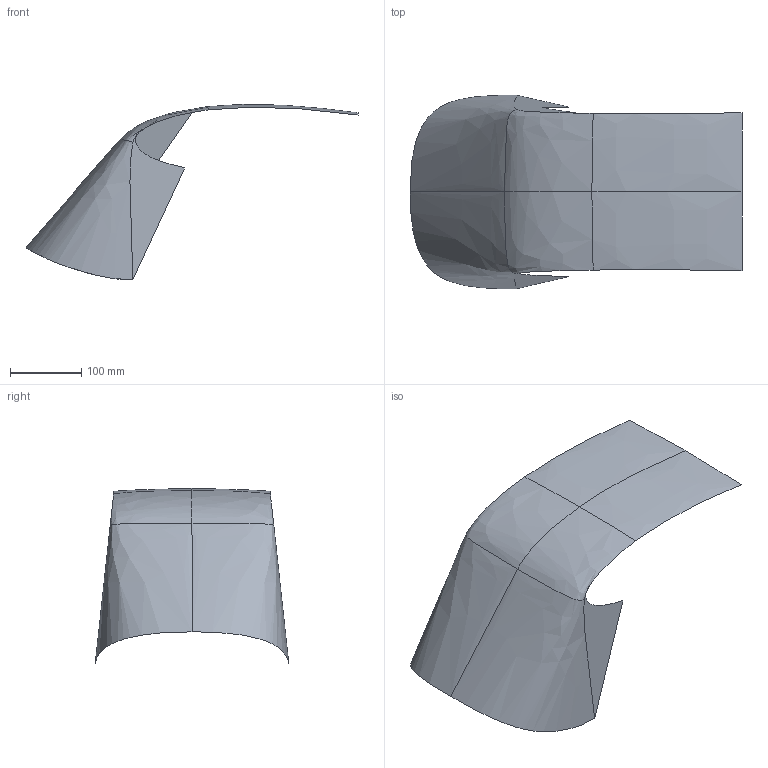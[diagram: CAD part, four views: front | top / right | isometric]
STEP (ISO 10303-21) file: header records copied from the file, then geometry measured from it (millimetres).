
FILE_DESCRIPTION(('CATIA V5 STEP','CAx-IF Rec.Pracs.--- Model Styling and Organization---1.5--- 2016-08-15','CAx-IF Rec.Pracs.---Supplemental Geometry---1.0---2011-11-01','CAx-IF Rec.Pracs.--- Composite Materials ---3.4---2017-06-13','CAx-IF Rec.Pracs.---External References---2.1---2005-01-19','CAx-IF Rec.Pracs.---Tessellated 3D Geometry---1.0---2015-12-17'),'2;1');
FILE_NAME('F97_Canopy_Perspex_2mm.stp','2023-10-24T17:57:53+00:00',('none'),('none'),'CATIA Version 5-6 Release 2020 SP6','CATIA V5 STEP AP242 v2','none');
FILE_SCHEMA(('AP242_MANAGED_MODEL_BASED_3D_ENGINEERING_MIM_LF {1 0 10303 442 1 1 4}'));
Length unit declared in the file: millimetre
Products named in the file (1): F97_Canopy_Perspex_2mm
Bounding box: 466.85 x 272.21 x 246.2 mm (x, y, z)
Surface area: 163941.2 mm2 (no closed solid volume)
Topology: 0 solids, 1 shells, 8 faces, 27 edges, 20 vertices
Faces by surface type: bspline 8
Entity records: 1436 total; most frequent: CARTESIAN_POINT 1264, ORIENTED_EDGE 38, EDGE_CURVE 27, B_SPLINE_CURVE_WITH_KNOTS 27, VERTEX_POINT 20, EDGE_LOOP 8, ADVANCED_FACE 8, B_SPLINE_SURFACE_WITH_KNOTS 8
